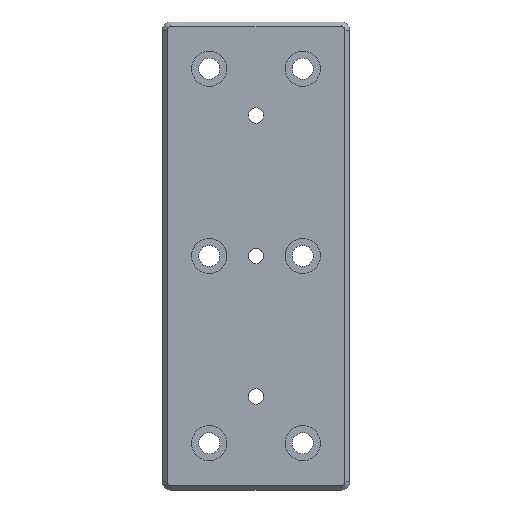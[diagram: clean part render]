
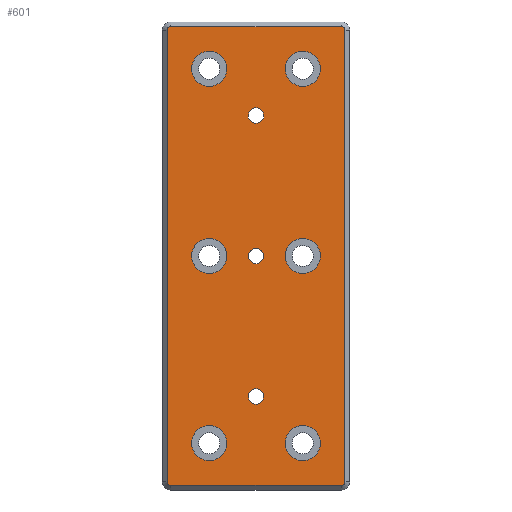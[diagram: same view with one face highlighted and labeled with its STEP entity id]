
A CAD part, top view. The second image highlights one B-rep face of the part: STEP entity #601.
In plain terms, the highlighted planar face has unit normal (0, 0, 1).
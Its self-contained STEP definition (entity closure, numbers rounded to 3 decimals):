
#81=CARTESIAN_POINT('',(3.324,0.,7.5));
#82=VERTEX_POINT('',#81);
#83=CARTESIAN_POINT('',(0.,0.,7.5));
#84=DIRECTION('',(0.0,0.0,-1.0));
#85=DIRECTION('',(1.0,0.0,0.0));
#86=AXIS2_PLACEMENT_3D('',#83,#84,#85);
#87=CIRCLE('',#86,3.324);
#88=EDGE_CURVE('',#82,#82,#87,.T.);
#130=CARTESIAN_POINT('',(3.324,60.,7.5));
#131=VERTEX_POINT('',#130);
#132=CARTESIAN_POINT('',(0.,60.,7.5));
#133=DIRECTION('',(0.0,0.0,-1.0));
#134=DIRECTION('',(1.0,0.0,0.0));
#135=AXIS2_PLACEMENT_3D('',#132,#133,#134);
#136=CIRCLE('',#135,3.324);
#137=EDGE_CURVE('',#131,#131,#136,.T.);
#149=CARTESIAN_POINT('',(36.5,-98.,7.5));
#150=VERTEX_POINT('',#149);
#157=CARTESIAN_POINT('',(-36.5,-98.0,7.5));
#158=VERTEX_POINT('',#157);
#159=CARTESIAN_POINT('',(36.5,-98.,7.5));
#160=DIRECTION('',(-1.0,0.0,0.0));
#161=VECTOR('',#160,73.0);
#162=LINE('',#159,#161);
#163=EDGE_CURVE('',#150,#158,#162,.T.);
#189=CARTESIAN_POINT('',(38.,-96.5,7.5));
#190=VERTEX_POINT('',#189);
#197=CARTESIAN_POINT('',(36.5,-96.5,7.5));
#198=DIRECTION('',(0.0,0.0,-1.));
#199=DIRECTION('',(0.707,-0.707,0.0));
#200=AXIS2_PLACEMENT_3D('',#197,#198,#199);
#201=CIRCLE('',#200,1.5);
#202=EDGE_CURVE('',#190,#150,#201,.T.);
#220=CARTESIAN_POINT('',(-38.,-96.5,7.5));
#221=VERTEX_POINT('',#220);
#238=CARTESIAN_POINT('',(-36.5,-96.5,7.5));
#239=DIRECTION('',(0.0,0.0,-1.));
#240=DIRECTION('',(-0.707,-0.707,0.0));
#241=AXIS2_PLACEMENT_3D('',#238,#239,#240);
#242=CIRCLE('',#241,1.5);
#243=EDGE_CURVE('',#158,#221,#242,.T.);
#255=CARTESIAN_POINT('',(38.,96.5,7.5));
#256=VERTEX_POINT('',#255);
#263=CARTESIAN_POINT('',(38.,96.5,7.5));
#264=DIRECTION('',(0.0,-1.0,0.0));
#265=VECTOR('',#264,193.0);
#266=LINE('',#263,#265);
#267=EDGE_CURVE('',#256,#190,#266,.T.);
#284=CARTESIAN_POINT('',(-38.,96.5,7.5));
#285=VERTEX_POINT('',#284);
#301=CARTESIAN_POINT('',(-38.,-96.5,7.5));
#302=DIRECTION('',(0.0,1.0,0.0));
#303=VECTOR('',#302,193.0);
#304=LINE('',#301,#303);
#305=EDGE_CURVE('',#221,#285,#304,.T.);
#317=CARTESIAN_POINT('',(36.5,98.,7.5));
#318=VERTEX_POINT('',#317);
#325=CARTESIAN_POINT('',(36.5,96.5,7.5));
#326=DIRECTION('',(0.0,0.0,-1.));
#327=DIRECTION('',(0.707,0.707,0.0));
#328=AXIS2_PLACEMENT_3D('',#325,#326,#327);
#329=CIRCLE('',#328,1.5);
#330=EDGE_CURVE('',#318,#256,#329,.T.);
#348=CARTESIAN_POINT('',(-36.5,98.0,7.5));
#349=VERTEX_POINT('',#348);
#366=CARTESIAN_POINT('',(-36.5,96.5,7.5));
#367=DIRECTION('',(0.0,0.0,-1.0));
#368=DIRECTION('',(-0.707,0.707,0.0));
#369=AXIS2_PLACEMENT_3D('',#366,#367,#368);
#370=CIRCLE('',#369,1.5);
#371=EDGE_CURVE('',#285,#349,#370,.T.);
#389=CARTESIAN_POINT('',(-36.5,98.0,7.5));
#390=DIRECTION('',(1.0,0.0,0.0));
#391=VECTOR('',#390,73.0);
#392=LINE('',#389,#391);
#393=EDGE_CURVE('',#349,#318,#392,.T.);
#503=CARTESIAN_POINT('',(0.,0.,7.5));
#504=DIRECTION('',(0.0,0.0,1.0));
#505=DIRECTION('',(1.0,0.0,0.0));
#506=AXIS2_PLACEMENT_3D('',#503,#504,#505);
#507=PLANE('',#506);
#508=ORIENTED_EDGE('',*,*,#163,.F.);
#509=ORIENTED_EDGE('',*,*,#202,.F.);
#510=ORIENTED_EDGE('',*,*,#267,.F.);
#511=ORIENTED_EDGE('',*,*,#330,.F.);
#512=ORIENTED_EDGE('',*,*,#393,.F.);
#513=ORIENTED_EDGE('',*,*,#371,.F.);
#514=ORIENTED_EDGE('',*,*,#305,.F.);
#515=ORIENTED_EDGE('',*,*,#243,.F.);
#516=EDGE_LOOP('',(#508,#509,#510,#511,#512,#513,#514,#515));
#517=FACE_OUTER_BOUND('',#516,.T.);
#518=ORIENTED_EDGE('',*,*,#88,.T.);
#519=EDGE_LOOP('',(#518));
#520=FACE_BOUND('',#519,.T.);
#521=ORIENTED_EDGE('',*,*,#137,.T.);
#522=EDGE_LOOP('',(#521));
#523=FACE_BOUND('',#522,.T.);
#524=CARTESIAN_POINT('',(-12.5,-80.0,7.5));
#525=VERTEX_POINT('',#524);
#526=CARTESIAN_POINT('',(-20.,-80.0,7.5));
#527=DIRECTION('',(0.0,0.0,-1.0));
#528=DIRECTION('',(1.0,0.0,0.0));
#529=AXIS2_PLACEMENT_3D('',#526,#527,#528);
#530=CIRCLE('',#529,7.5);
#531=EDGE_CURVE('',#525,#525,#530,.T.);
#532=ORIENTED_EDGE('',*,*,#531,.T.);
#533=EDGE_LOOP('',(#532));
#534=FACE_BOUND('',#533,.T.);
#535=CARTESIAN_POINT('',(27.5,80.0,7.5));
#536=VERTEX_POINT('',#535);
#537=CARTESIAN_POINT('',(20.,80.0,7.5));
#538=DIRECTION('',(0.0,0.0,-1.0));
#539=DIRECTION('',(1.0,0.0,0.0));
#540=AXIS2_PLACEMENT_3D('',#537,#538,#539);
#541=CIRCLE('',#540,7.5);
#542=EDGE_CURVE('',#536,#536,#541,.T.);
#543=ORIENTED_EDGE('',*,*,#542,.T.);
#544=EDGE_LOOP('',(#543));
#545=FACE_BOUND('',#544,.T.);
#546=CARTESIAN_POINT('',(-12.5,0.0,7.5));
#547=VERTEX_POINT('',#546);
#548=CARTESIAN_POINT('',(-20.,0.0,7.5));
#549=DIRECTION('',(0.0,0.0,-1.0));
#550=DIRECTION('',(1.0,0.0,0.0));
#551=AXIS2_PLACEMENT_3D('',#548,#549,#550);
#552=CIRCLE('',#551,7.5);
#553=EDGE_CURVE('',#547,#547,#552,.T.);
#554=ORIENTED_EDGE('',*,*,#553,.T.);
#555=EDGE_LOOP('',(#554));
#556=FACE_BOUND('',#555,.T.);
#557=CARTESIAN_POINT('',(-12.5,80.0,7.5));
#558=VERTEX_POINT('',#557);
#559=CARTESIAN_POINT('',(-20.,80.0,7.5));
#560=DIRECTION('',(0.0,0.0,-1.0));
#561=DIRECTION('',(1.0,0.0,0.0));
#562=AXIS2_PLACEMENT_3D('',#559,#560,#561);
#563=CIRCLE('',#562,7.5);
#564=EDGE_CURVE('',#558,#558,#563,.T.);
#565=ORIENTED_EDGE('',*,*,#564,.T.);
#566=EDGE_LOOP('',(#565));
#567=FACE_BOUND('',#566,.T.);
#568=CARTESIAN_POINT('',(27.5,-80.,7.5));
#569=VERTEX_POINT('',#568);
#570=CARTESIAN_POINT('',(20.,-80.,7.5));
#571=DIRECTION('',(0.0,0.0,-1.0));
#572=DIRECTION('',(1.0,0.0,0.0));
#573=AXIS2_PLACEMENT_3D('',#570,#571,#572);
#574=CIRCLE('',#573,7.5);
#575=EDGE_CURVE('',#569,#569,#574,.T.);
#576=ORIENTED_EDGE('',*,*,#575,.T.);
#577=EDGE_LOOP('',(#576));
#578=FACE_BOUND('',#577,.T.);
#579=CARTESIAN_POINT('',(27.5,0.0,7.5));
#580=VERTEX_POINT('',#579);
#581=CARTESIAN_POINT('',(20.,0.0,7.5));
#582=DIRECTION('',(0.0,0.0,-1.0));
#583=DIRECTION('',(1.0,0.0,0.0));
#584=AXIS2_PLACEMENT_3D('',#581,#582,#583);
#585=CIRCLE('',#584,7.5);
#586=EDGE_CURVE('',#580,#580,#585,.T.);
#587=ORIENTED_EDGE('',*,*,#586,.T.);
#588=EDGE_LOOP('',(#587));
#589=FACE_BOUND('',#588,.T.);
#590=CARTESIAN_POINT('',(3.324,-60.,7.5));
#591=VERTEX_POINT('',#590);
#592=CARTESIAN_POINT('',(0.,-60.,7.5));
#593=DIRECTION('',(0.0,0.0,-1.0));
#594=DIRECTION('',(1.0,0.0,0.0));
#595=AXIS2_PLACEMENT_3D('',#592,#593,#594);
#596=CIRCLE('',#595,3.324);
#597=EDGE_CURVE('',#591,#591,#596,.T.);
#598=ORIENTED_EDGE('',*,*,#597,.T.);
#599=EDGE_LOOP('',(#598));
#600=FACE_BOUND('',#599,.T.);
#601=ADVANCED_FACE('',(#517,#520,#523,#534,#545,#556,#567,#578,#589,#600),#507,.T.);
